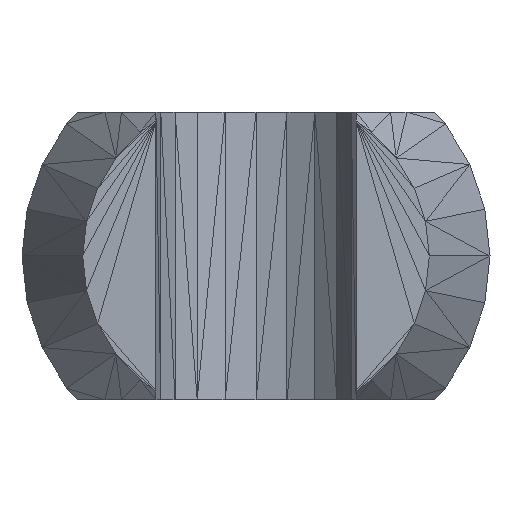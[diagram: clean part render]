
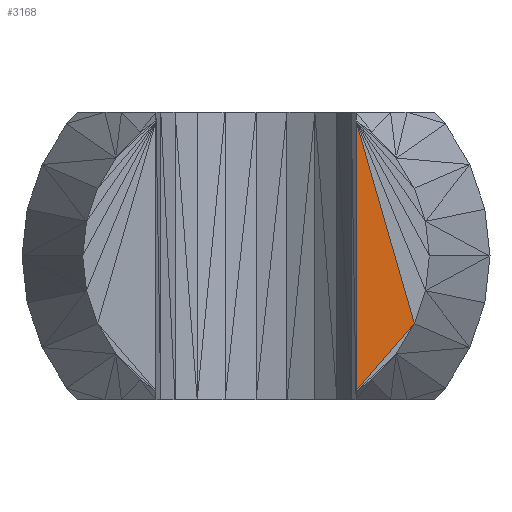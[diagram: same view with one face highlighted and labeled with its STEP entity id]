
A CAD part, front view. The second image highlights one B-rep face of the part: STEP entity #3168.
In plain terms, the highlighted planar face has unit normal (0, -1, 0).
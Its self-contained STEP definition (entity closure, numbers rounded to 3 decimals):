
#1028 = ORIENTED_EDGE ( 'NONE', *, *, #7680, .F. ) ;
#1433 = FACE_OUTER_BOUND ( 'NONE', #4647, .T. ) ;
#2105 = CARTESIAN_POINT ( 'NONE',  ( 0., -4.55, 0. ) ) ;
#2166 = EDGE_CURVE ( 'NONE', #4460, #7133, #5723, .T. ) ;
#2414 = VECTOR ( 'NONE', #2561, 1000. ) ;
#2464 = CARTESIAN_POINT ( 'NONE',  ( 1.201, -4.55, 3.344 ) ) ;
#2482 = VECTOR ( 'NONE', #5676, 1000. ) ;
#2561 = DIRECTION ( 'NONE',  ( 0.276, 0., -0.961 ) ) ;
#2804 = CARTESIAN_POINT ( 'NONE',  ( 1.9, -4.55, 0.912 ) ) ;
#3168 = ADVANCED_FACE ( 'NONE', ( #1433 ), #3586, .T. ) ;
#3586 = PLANE ( 'NONE',  #4791 ) ;
#3698 = CARTESIAN_POINT ( 'NONE',  ( 1.201, -4.55, 3.344 ) ) ;
#3895 = ORIENTED_EDGE ( 'NONE', *, *, #4027, .T. ) ;
#4027 = EDGE_CURVE ( 'NONE', #8234, #4460, #7808, .T. ) ;
#4460 = VERTEX_POINT ( 'NONE', #7751 ) ;
#4647 = EDGE_LOOP ( 'NONE', ( #3895, #5313, #1028 ) ) ;
#4791 = AXIS2_PLACEMENT_3D ( 'NONE', #2105, #4970, #6983 ) ;
#4970 = DIRECTION ( 'NONE',  ( 0., -1., 0. ) ) ;
#5012 = CARTESIAN_POINT ( 'NONE',  ( 1.201, -4.55, 0.106 ) ) ;
#5313 = ORIENTED_EDGE ( 'NONE', *, *, #2166, .T. ) ;
#5676 = DIRECTION ( 'NONE',  ( 0.655, 0., 0.755 ) ) ;
#5723 = LINE ( 'NONE', #5012, #2482 ) ;
#5744 = DIRECTION ( 'NONE',  ( 0., 0., -1. ) ) ;
#6302 = CARTESIAN_POINT ( 'NONE',  ( 1.201, -4.55, 3.344 ) ) ;
#6983 = DIRECTION ( 'NONE',  ( 0., 0., -1. ) ) ;
#7133 = VERTEX_POINT ( 'NONE', #2804 ) ;
#7680 = EDGE_CURVE ( 'NONE', #8234, #7133, #7971, .T. ) ;
#7751 = CARTESIAN_POINT ( 'NONE',  ( 1.201, -4.55, 0.106 ) ) ;
#7792 = VECTOR ( 'NONE', #5744, 1000. ) ;
#7808 = LINE ( 'NONE', #3698, #7792 ) ;
#7971 = LINE ( 'NONE', #2464, #2414 ) ;
#8234 = VERTEX_POINT ( 'NONE', #6302 ) ;
